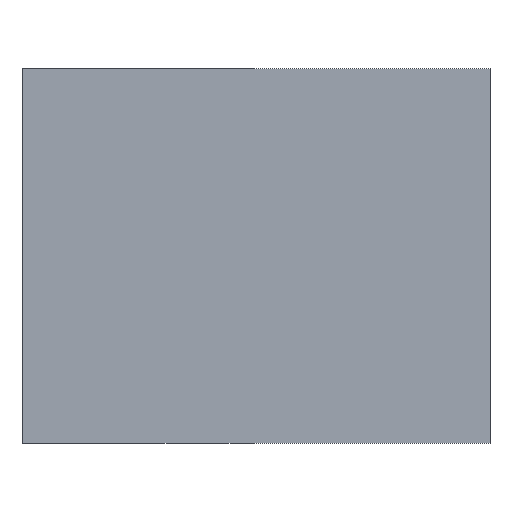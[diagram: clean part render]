
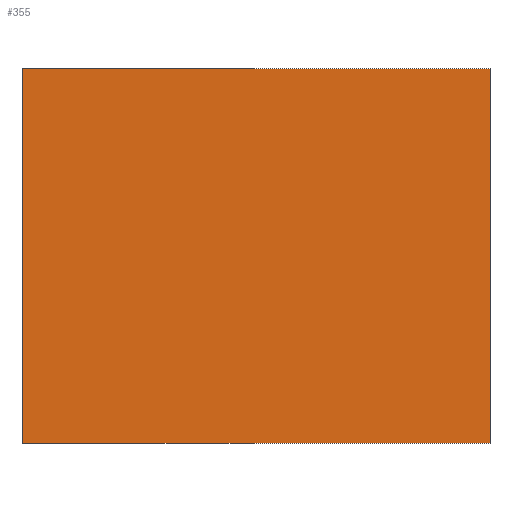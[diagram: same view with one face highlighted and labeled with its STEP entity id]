
A CAD part, front view. The second image highlights one B-rep face of the part: STEP entity #355.
In plain terms, the highlighted free-form (B-spline) face has degree [1, 1] with [2, 2] control points.
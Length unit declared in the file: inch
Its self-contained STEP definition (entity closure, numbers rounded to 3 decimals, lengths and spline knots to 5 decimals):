
#320=CARTESIAN_POINT('F5',(0.0,0.0,0.0));
#321=CARTESIAN_POINT('F5',(10.0,0.0,0.0));
#322=CARTESIAN_POINT('F5',(0.0,0.0,8.0));
#323=CARTESIAN_POINT('F5',(10.0,0.0,8.0));
#324=B_SPLINE_SURFACE_WITH_KNOTS('F5',1,1,((#320,#322),(#321,#323))
,.PLANE_SURF.,.F.,.F.,.U.,(2,2),(2,2),(0.0,1.25),(
   0.0,1.0),.UNSPECIFIED.);
#325=CARTESIAN_POINT('V10',(10.0,0.0,0.0));
#326=VERTEX_POINT('V10',#325);
#327=CARTESIAN_POINT('V13',(0.0,0.0,0.0));
#328=VERTEX_POINT('V13',#327);
#329=CARTESIAN_POINT('E15',(10.0,0.0,0.0));
#330=CARTESIAN_POINT('E15',(0.0,0.0,0.0));
#331=QUASI_UNIFORM_CURVE('E15',1,(#329,#330),.POLYLINE_FORM.,.F.,.U.
   );
#332=EDGE_CURVE('E15',#326,#328,#331,.T.);
#333=ORIENTED_EDGE('E15',*,*,#332,.F.);
#334=CARTESIAN_POINT('V12',(10.0,0.0,8.0));
#335=VERTEX_POINT('V12',#334);
#336=CARTESIAN_POINT('E14',(10.0,0.0,0.0));
#337=CARTESIAN_POINT('E14',(10.0,0.0,8.0));
#338=QUASI_UNIFORM_CURVE('E14',1,(#336,#337),.POLYLINE_FORM.,.F.,.U.
   );
#339=EDGE_CURVE('E14',#326,#335,#338,.T.);
#340=ORIENTED_EDGE('E14',*,*,#339,.T.);
#341=CARTESIAN_POINT('V14',(0.0,0.0,8.0));
#342=VERTEX_POINT('V14',#341);
#343=CARTESIAN_POINT('E16',(0.0,0.0,8.0));
#344=CARTESIAN_POINT('E16',(10.0,0.0,8.0));
#345=QUASI_UNIFORM_CURVE('E16',1,(#343,#344),.POLYLINE_FORM.,.F.,.U.
   );
#346=EDGE_CURVE('E16',#342,#335,#345,.T.);
#347=ORIENTED_EDGE('E16',*,*,#346,.F.);
#348=CARTESIAN_POINT('E17',(0.0,0.0,0.0));
#349=CARTESIAN_POINT('E17',(0.0,0.0,8.0));
#350=QUASI_UNIFORM_CURVE('E17',1,(#348,#349),.POLYLINE_FORM.,.F.,.U.
   );
#351=EDGE_CURVE('E17',#328,#342,#350,.T.);
#352=ORIENTED_EDGE('E17',*,*,#351,.F.);
#353=EDGE_LOOP('F5',(#333,#340,#347,#352));
#354=FACE_OUTER_BOUND('F5',#353,.T.);
#355=ADVANCED_FACE('F5',(#354),#324,.T.);
